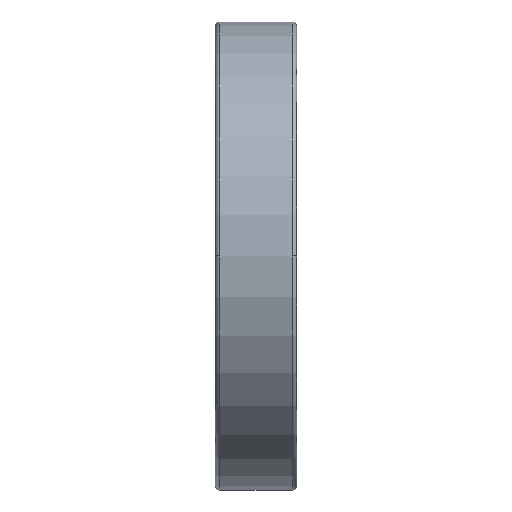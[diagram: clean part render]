
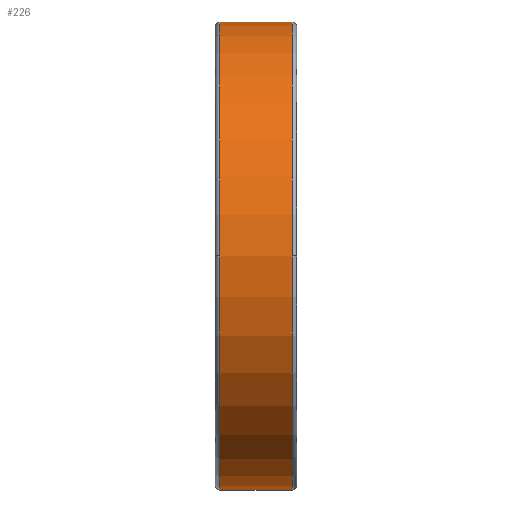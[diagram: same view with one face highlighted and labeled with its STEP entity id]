
A CAD part, front view. The second image highlights one B-rep face of the part: STEP entity #226.
In plain terms, the highlighted cylindrical face has radius 57.5 mm (diameter 115 mm), a partial arc.
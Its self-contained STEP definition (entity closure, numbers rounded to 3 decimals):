
#226=ADVANCED_FACE('',(#541),#542,.T.);
#541=FACE_OUTER_BOUND('',#994,.T.);
#542=CYLINDRICAL_SURFACE('',#995,57.5);
#994=EDGE_LOOP('',(#1509,#1510,#1511,#1512,#1513,#1514));
#995=AXIS2_PLACEMENT_3D('',#1515,#1516,#1517);
#1509=ORIENTED_EDGE('',*,*,#2327,.F.);
#1510=ORIENTED_EDGE('',*,*,#2328,.T.);
#1511=ORIENTED_EDGE('',*,*,#2329,.T.);
#1512=ORIENTED_EDGE('',*,*,#2330,.F.);
#1513=ORIENTED_EDGE('',*,*,#2331,.F.);
#1514=ORIENTED_EDGE('',*,*,#2323,.F.);
#1515=CARTESIAN_POINT('',(10.0,0.0,0.0));
#1516=DIRECTION('',(-1.0,0.0,0.0));
#1517=DIRECTION('',(0.0,0.,1.0));
#2323=EDGE_CURVE('',#2722,#2724,#2725,.T.);
#2327=EDGE_CURVE('',#2730,#2722,#2731,.T.);
#2328=EDGE_CURVE('',#2730,#2732,#2733,.T.);
#2329=EDGE_CURVE('',#2732,#2734,#2735,.T.);
#2330=EDGE_CURVE('',#2736,#2734,#2737,.T.);
#2331=EDGE_CURVE('',#2724,#2736,#2738,.T.);
#2722=VERTEX_POINT('',#3250);
#2724=VERTEX_POINT('',#3252);
#2725=CIRCLE('',#3253,57.5);
#2730=VERTEX_POINT('',#3258);
#2731=LINE('',#3259,#3260);
#2732=VERTEX_POINT('',#3261);
#2733=CIRCLE('',#3262,57.5);
#2734=VERTEX_POINT('',#3263);
#2735=CIRCLE('',#3264,57.5);
#2736=VERTEX_POINT('',#3265);
#2737=LINE('',#3266,#3267);
#2738=CIRCLE('',#3268,57.5);
#3250=CARTESIAN_POINT('',(18.9,0.,57.5));
#3252=CARTESIAN_POINT('',(18.9,-57.5,0.));
#3253=AXIS2_PLACEMENT_3D('',#3831,#3832,#3833);
#3258=CARTESIAN_POINT('',(1.1,0.,57.5));
#3259=CARTESIAN_POINT('',(10.0,0.,57.5));
#3260=VECTOR('',#3840,1.0);
#3261=CARTESIAN_POINT('',(1.1,-57.5,0.));
#3262=AXIS2_PLACEMENT_3D('',#3841,#3842,#3843);
#3263=CARTESIAN_POINT('',(1.1,0.,-57.5));
#3264=AXIS2_PLACEMENT_3D('',#3844,#3845,#3846);
#3265=CARTESIAN_POINT('',(18.9,0.,-57.5));
#3266=CARTESIAN_POINT('',(10.0,0.,-57.5));
#3267=VECTOR('',#3847,1.0);
#3268=AXIS2_PLACEMENT_3D('',#3848,#3849,#3850);
#3831=CARTESIAN_POINT('',(18.9,0.0,0.0));
#3832=DIRECTION('',(1.0,0.0,-0.0));
#3833=DIRECTION('',(0.0,0.,1.0));
#3840=DIRECTION('',(1.0,0.0,0.0));
#3841=CARTESIAN_POINT('',(1.1,0.0,0.0));
#3842=DIRECTION('',(1.0,0.0,-0.0));
#3843=DIRECTION('',(0.0,0.,1.0));
#3844=CARTESIAN_POINT('',(1.1,0.0,0.0));
#3845=DIRECTION('',(1.0,0.0,-0.0));
#3846=DIRECTION('',(0.0,0.,1.0));
#3847=DIRECTION('',(-1.0,-0.0,-0.0));
#3848=CARTESIAN_POINT('',(18.9,0.0,0.0));
#3849=DIRECTION('',(1.0,0.0,-0.0));
#3850=DIRECTION('',(0.0,0.,1.0));
